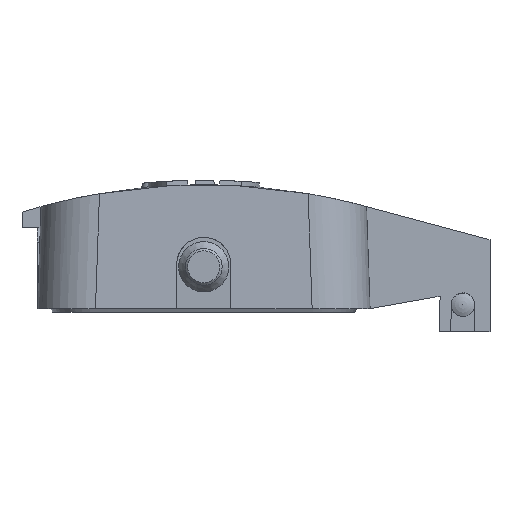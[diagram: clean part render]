
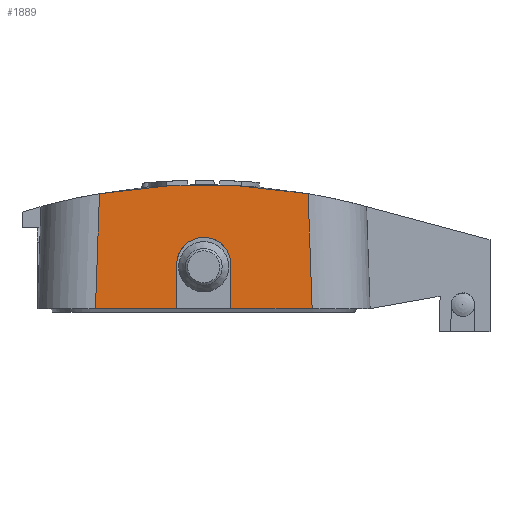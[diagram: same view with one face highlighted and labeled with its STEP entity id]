
A CAD part, left-side view. The second image highlights one B-rep face of the part: STEP entity #1889.
In plain terms, the highlighted planar face has unit normal (-0.999, 0, 0.035).
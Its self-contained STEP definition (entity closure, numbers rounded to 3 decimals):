
#1046=ELLIPSE('',#4848,80.049,80.);
#1056=ELLIPSE('',#4874,3.502,3.5);
#1097=PLANE('',#4875);
#1208=LINE('',#8014,#1437);
#1218=LINE('',#8043,#1447);
#1280=LINE('',#8239,#1509);
#1281=LINE('',#8240,#1510);
#1282=LINE('',#8244,#1511);
#1283=LINE('',#8245,#1512);
#1437=VECTOR('',#5128,1.);
#1447=VECTOR('',#5146,1.);
#1509=VECTOR('',#5248,1.);
#1510=VECTOR('',#5249,1.);
#1511=VECTOR('',#5252,1.);
#1512=VECTOR('',#5253,1.);
#1700=FACE_OUTER_BOUND('',#2270,.T.);
#1889=ADVANCED_FACE('',(#1700),#1097,.T.);
#2270=EDGE_LOOP('',(#2902,#2903,#2904,#2905,#2906,#2907,#2908,#2909));
#2902=ORIENTED_EDGE('',*,*,#4085,.T.);
#2903=ORIENTED_EDGE('',*,*,#4174,.T.);
#2904=ORIENTED_EDGE('',*,*,#4091,.F.);
#2905=ORIENTED_EDGE('',*,*,#4175,.T.);
#2906=ORIENTED_EDGE('',*,*,#4176,.T.);
#2907=ORIENTED_EDGE('',*,*,#4177,.T.);
#2908=ORIENTED_EDGE('',*,*,#4105,.F.);
#2909=ORIENTED_EDGE('',*,*,#4178,.T.);
#3667=VERTEX_POINT('',#7995);
#3668=VERTEX_POINT('',#7997);
#3672=VERTEX_POINT('',#8015);
#3673=VERTEX_POINT('',#8016);
#3686=VERTEX_POINT('',#8042);
#3687=VERTEX_POINT('',#8044);
#3734=VERTEX_POINT('',#8241);
#3735=VERTEX_POINT('',#8243);
#4085=EDGE_CURVE('',#3668,#3667,#1046,.T.);
#4091=EDGE_CURVE('',#3672,#3673,#1208,.T.);
#4105=EDGE_CURVE('',#3686,#3687,#1218,.T.);
#4174=EDGE_CURVE('',#3667,#3673,#1280,.T.);
#4175=EDGE_CURVE('',#3672,#3734,#1281,.T.);
#4176=EDGE_CURVE('',#3734,#3735,#1056,.T.);
#4177=EDGE_CURVE('',#3735,#3687,#1282,.T.);
#4178=EDGE_CURVE('',#3686,#3668,#1283,.T.);
#4848=AXIS2_PLACEMENT_3D('',#7996,#5120,#5121);
#4874=AXIS2_PLACEMENT_3D('',#8242,#5250,#5251);
#4875=AXIS2_PLACEMENT_3D('',#8246,#5254,#5255);
#5120=DIRECTION('',(-0.999,0.,0.035));
#5121=DIRECTION('',(-0.035,0.,-0.999));
#5128=DIRECTION('',(0.,1.,0.));
#5146=DIRECTION('',(0.,1.,0.));
#5248=DIRECTION('',(-0.035,0.035,-0.999));
#5249=DIRECTION('',(0.035,0.,0.999));
#5250=DIRECTION('',(0.999,0.,-0.035));
#5251=DIRECTION('',(-0.035,0.,-0.999));
#5252=DIRECTION('',(-0.035,0.,-0.999));
#5253=DIRECTION('',(0.035,0.035,0.999));
#5254=DIRECTION('',(-0.999,0.,0.035));
#5255=DIRECTION('',(0.035,0.,0.999));
#7995=CARTESIAN_POINT('',(-29.481,13.505,14.855));
#7996=CARTESIAN_POINT('',(-32.235,0.02,-64.));
#7997=CARTESIAN_POINT('',(-29.481,-13.466,14.855));
#8014=CARTESIAN_POINT('',(-30.,-21.48,0.));
#8015=CARTESIAN_POINT('',(-30.,3.52,0.));
#8016=CARTESIAN_POINT('',(-30.,14.024,0.));
#8042=CARTESIAN_POINT('',(-30.,-13.985,0.));
#8043=CARTESIAN_POINT('',(-30.,-21.48,0.));
#8044=CARTESIAN_POINT('',(-30.,-3.48,0.));
#8239=CARTESIAN_POINT('',(-29.957,13.981,1.237));
#8240=CARTESIAN_POINT('',(-30.,3.52,0.));
#8241=CARTESIAN_POINT('',(-29.801,3.52,5.7));
#8242=CARTESIAN_POINT('',(-29.801,0.02,5.7));
#8243=CARTESIAN_POINT('',(-29.801,-3.48,5.7));
#8244=CARTESIAN_POINT('',(-30.,-3.48,0.));
#8245=CARTESIAN_POINT('',(-30.009,-13.994,-0.261));
#8246=CARTESIAN_POINT('',(-30.,-21.48,0.));
